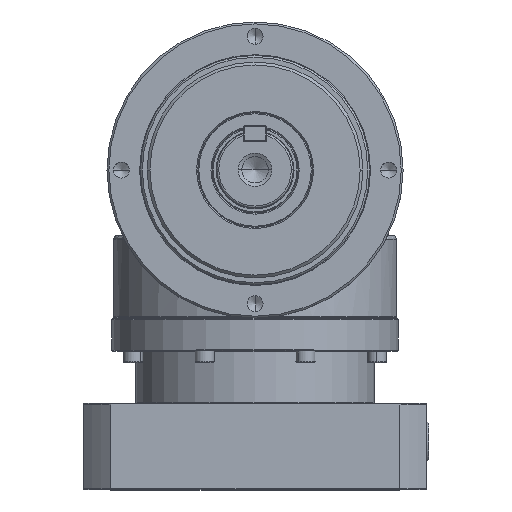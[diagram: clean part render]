
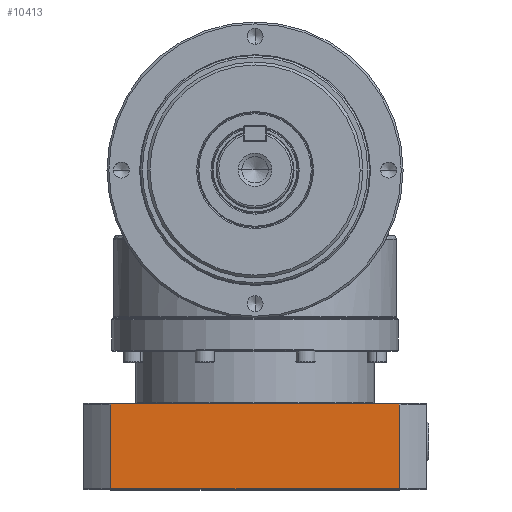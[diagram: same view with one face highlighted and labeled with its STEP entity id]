
A CAD part, top view. The second image highlights one B-rep face of the part: STEP entity #10413.
In plain terms, the highlighted planar face has unit normal (0, 0, 1).
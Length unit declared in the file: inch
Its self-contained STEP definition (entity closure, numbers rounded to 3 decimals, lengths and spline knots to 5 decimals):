
#1860 = DIRECTION ( 'NONE',  ( 0., 1., 0. ) ) ;
#2776 = CARTESIAN_POINT ( 'NONE',  ( 2.974, -6.56299, -3.11024 ) ) ;
#3231 = CARTESIAN_POINT ( 'NONE',  ( 2.974, -4.81496, -3.11024 ) ) ;
#3535 = LINE ( 'NONE', #18925, #16230 ) ;
#3589 = CARTESIAN_POINT ( 'NONE',  ( 2.974, -6.56299, -3.11024 ) ) ;
#4585 = DIRECTION ( 'NONE',  ( 1., 0., 0. ) ) ;
#5263 = DIRECTION ( 'NONE',  ( 0., -1., 0. ) ) ;
#5717 = VECTOR ( 'NONE', #14133, 39.37008 ) ;
#7402 = ORIENTED_EDGE ( 'NONE', *, *, #29326, .T. ) ;
#8267 = ORIENTED_EDGE ( 'NONE', *, *, #29754, .F. ) ;
#8617 = EDGE_CURVE ( 'NONE', #16368, #11685, #24012, .T. ) ;
#10413 = ADVANCED_FACE ( 'NONE', ( #30204 ), #12350, .T. ) ;
#10689 = LINE ( 'NONE', #3589, #22651 ) ;
#11685 = VERTEX_POINT ( 'NONE', #29031 ) ;
#11785 = EDGE_LOOP ( 'NONE', ( #16305, #21359, #8267, #7402 ) ) ;
#12350 = PLANE ( 'NONE',  #19959 ) ;
#14133 = DIRECTION ( 'NONE',  ( 0., 1., 0. ) ) ;
#14754 = CARTESIAN_POINT ( 'NONE',  ( 2.974, -6.5748, -3.11024 ) ) ;
#16230 = VECTOR ( 'NONE', #4585, 39.37008 ) ;
#16305 = ORIENTED_EDGE ( 'NONE', *, *, #21213, .F. ) ;
#16368 = VERTEX_POINT ( 'NONE', #21061 ) ;
#16637 = VERTEX_POINT ( 'NONE', #3231 ) ;
#18558 = CARTESIAN_POINT ( 'NONE',  ( 2.974, -6.56299, -3.11024 ) ) ;
#18925 = CARTESIAN_POINT ( 'NONE',  ( -2.974, -4.81496, -3.11024 ) ) ;
#19579 = DIRECTION ( 'NONE',  ( 0., 0., 1. ) ) ;
#19959 = AXIS2_PLACEMENT_3D ( 'NONE', #14754, #19579, #5263 ) ;
#20272 = DIRECTION ( 'NONE',  ( -1., 0., 0. ) ) ;
#21061 = CARTESIAN_POINT ( 'NONE',  ( -2.974, -6.56299, -3.11024 ) ) ;
#21213 = EDGE_CURVE ( 'NONE', #11685, #16637, #3535, .T. ) ;
#21359 = ORIENTED_EDGE ( 'NONE', *, *, #8617, .F. ) ;
#22651 = VECTOR ( 'NONE', #20272, 39.37008 ) ;
#23788 = LINE ( 'NONE', #18558, #30119 ) ;
#24012 = LINE ( 'NONE', #28482, #5717 ) ;
#24816 = VERTEX_POINT ( 'NONE', #2776 ) ;
#28482 = CARTESIAN_POINT ( 'NONE',  ( -2.974, -6.56299, -3.11024 ) ) ;
#29031 = CARTESIAN_POINT ( 'NONE',  ( -2.974, -4.81496, -3.11024 ) ) ;
#29326 = EDGE_CURVE ( 'NONE', #24816, #16637, #23788, .T. ) ;
#29754 = EDGE_CURVE ( 'NONE', #24816, #16368, #10689, .T. ) ;
#30119 = VECTOR ( 'NONE', #1860, 39.37008 ) ;
#30204 = FACE_OUTER_BOUND ( 'NONE', #11785, .T. ) ;
